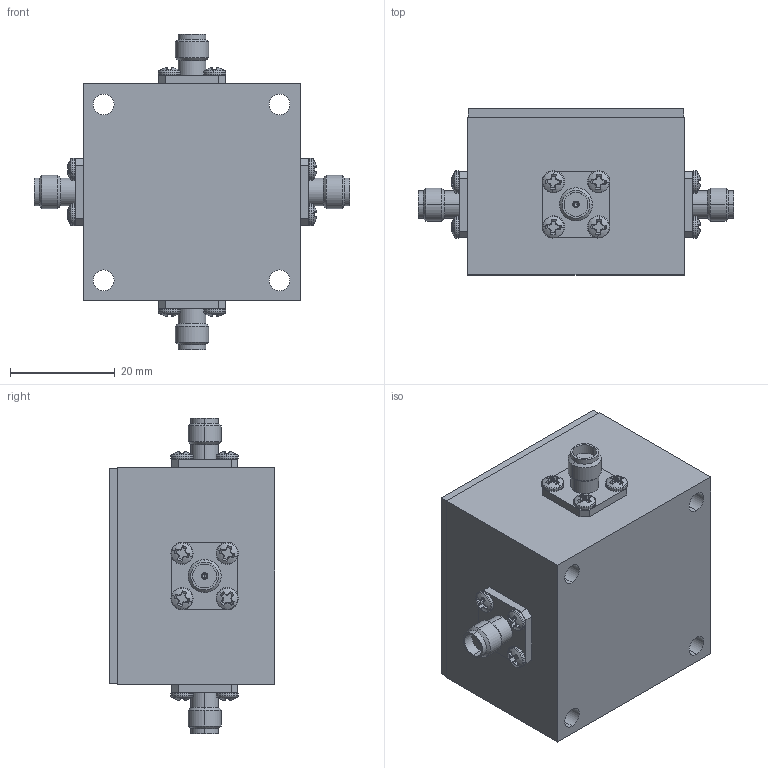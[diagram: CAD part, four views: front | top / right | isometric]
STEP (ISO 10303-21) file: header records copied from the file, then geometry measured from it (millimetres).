
FILE_DESCRIPTION (( 'STEP AP214' ), '1' );
FILE_NAME ('DM 301_C.STEP', '2022-07-28T13:37:15', ( '' ), ( '' ), 'SwSTEP 2.0', 'SolidWorks 2021', '' );
FILE_SCHEMA (( 'AUTOMOTIVE_DESIGN' ));
Length unit declared in the file: inch
Products named in the file (1): DM 301_C
Bounding box: 60.45 x 31.75 x 60.45 mm (x, y, z)
Volume: 54909.7 mm3; surface area: 18330.9 mm2
Topology: 26 solids, 26 shells, 1713 faces, 4680 edges, 3036 vertices
Faces by surface type: cylinder 803, plane 576, cone 208, torus 64, sphere 32, bspline 30
Entity records: 72198 total; most frequent: CARTESIAN_POINT 13380, DIRECTION 9386, ORIENTED_EDGE 9248, EDGE_CURVE 4624, AXIS2_PLACEMENT_3D 3674, VERTEX_POINT 3036, LINE 2038, VECTOR 2038
